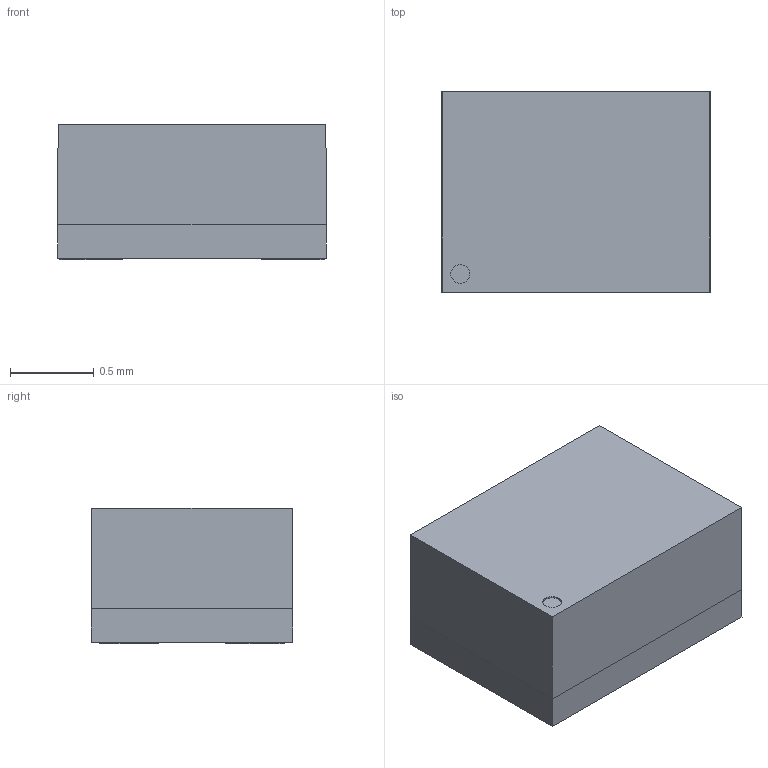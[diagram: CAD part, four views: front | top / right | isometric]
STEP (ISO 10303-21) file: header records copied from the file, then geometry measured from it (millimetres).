
FILE_DESCRIPTION (( 'STEP AP214' ), '1' );
FILE_NAME ('OSC-SMD_4P-L1.6-W1.2-BL-1.STEP', '2022-04-22T13:55:54', ( '' ), ( '' ), 'SwSTEP 2.0', 'SolidWorks 2020', '' );
FILE_SCHEMA (( 'AUTOMOTIVE_DESIGN' ));
Length unit declared in the file: millimetre
Products named in the file (1): OSC-SMD_4P-L1.6-W1.2-BL-1
Bounding box: 1.6 x 1.2 x 0.81 mm (x, y, z)
Volume: 1.5 mm3; surface area: 8.4 mm2
Topology: 1 solids, 1 shells, 93 faces, 233 edges, 154 vertices
Faces by surface type: plane 77, bspline 14, cylinder 2
Entity records: 4480 total; most frequent: CARTESIAN_POINT 1291, ORIENTED_EDGE 466, DIRECTION 365, EDGE_CURVE 233, VECTOR 197, LINE 197, VERTEX_POINT 154, EDGE_LOOP 105
